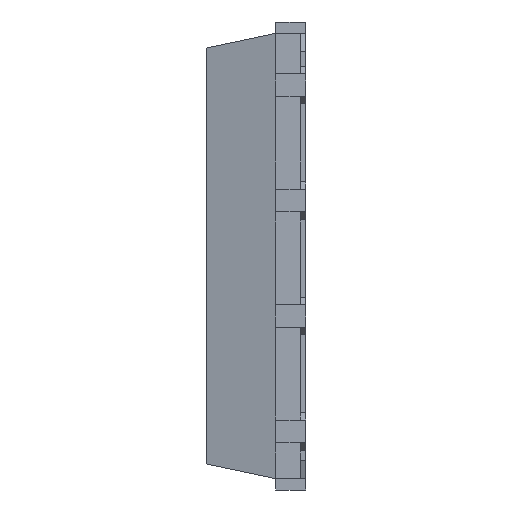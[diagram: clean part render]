
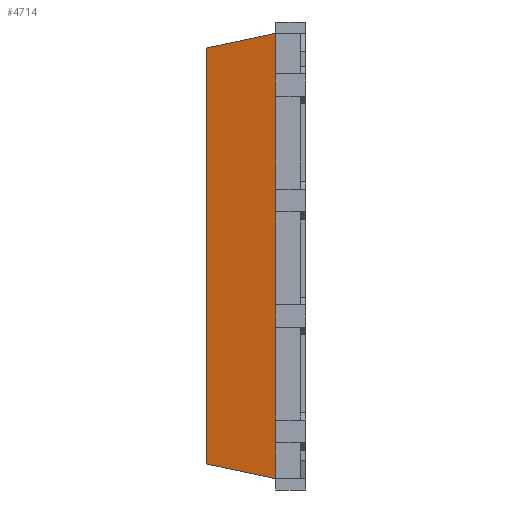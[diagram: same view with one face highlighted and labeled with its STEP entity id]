
A CAD part, left-side view. The second image highlights one B-rep face of the part: STEP entity #4714.
In plain terms, the highlighted planar face has unit normal (-0.978, 0.208, 0).
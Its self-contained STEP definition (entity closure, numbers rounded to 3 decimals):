
#70 = DIRECTION ( 'NONE',  ( 0.204, 0.958, -0.204 ) ) ;
#159 = EDGE_CURVE ( 'NONE', #5872, #3278, #6213, .T. ) ;
#222 = CARTESIAN_POINT ( 'NONE',  ( -2.945, -0.24, 0.485 ) ) ;
#296 = DIRECTION ( 'NONE',  ( 0., 0., 1. ) ) ;
#394 = VERTEX_POINT ( 'NONE', #3326 ) ;
#431 = CARTESIAN_POINT ( 'NONE',  ( -2.945, -0.24, -2.55 ) ) ;
#436 = ORIENTED_EDGE ( 'NONE', *, *, #6716, .T. ) ;
#542 = CARTESIAN_POINT ( 'NONE',  ( -2.945, -0.24, 0.735 ) ) ;
#814 = EDGE_CURVE ( 'NONE', #6458, #3748, #2588, .T. ) ;
#886 = CARTESIAN_POINT ( 'NONE',  ( -2.945, -0.24, -2.55 ) ) ;
#892 = VECTOR ( 'NONE', #3482, 1000. ) ;
#933 = DIRECTION ( 'NONE',  ( -0.204, -0.958, -0.204 ) ) ;
#1010 = VERTEX_POINT ( 'NONE', #4166 ) ;
#1161 = CARTESIAN_POINT ( 'NONE',  ( -2.945, -0.24, -2.55 ) ) ;
#1173 = DIRECTION ( 'NONE',  ( 0.208, 0.978, 0. ) ) ;
#1215 = CARTESIAN_POINT ( 'NONE',  ( -2.945, -0.24, -2.45 ) ) ;
#1229 = ORIENTED_EDGE ( 'NONE', *, *, #2320, .T. ) ;
#1289 = ORIENTED_EDGE ( 'NONE', *, *, #814, .T. ) ;
#1452 = DIRECTION ( 'NONE',  ( 0., 0., 1. ) ) ;
#1558 = VERTEX_POINT ( 'NONE', #3441 ) ;
#1816 = ORIENTED_EDGE ( 'NONE', *, *, #159, .T. ) ;
#1843 = DIRECTION ( 'NONE',  ( 0., 0., 1. ) ) ;
#1847 = DIRECTION ( 'NONE',  ( 0., 0., 1. ) ) ;
#1910 = ORIENTED_EDGE ( 'NONE', *, *, #4772, .T. ) ;
#2185 = ORIENTED_EDGE ( 'NONE', *, *, #7362, .T. ) ;
#2226 = CARTESIAN_POINT ( 'NONE',  ( -2.945, -0.24, -2.55 ) ) ;
#2320 = EDGE_CURVE ( 'NONE', #3748, #394, #5730, .T. ) ;
#2349 = LINE ( 'NONE', #1161, #892 ) ;
#2588 = LINE ( 'NONE', #6013, #6129 ) ;
#2607 = LINE ( 'NONE', #4098, #3743 ) ;
#2732 = LINE ( 'NONE', #3148, #4134 ) ;
#2867 = VECTOR ( 'NONE', #70, 1000. ) ;
#2873 = PLANE ( 'NONE',  #6214 ) ;
#3045 = DIRECTION ( 'NONE',  ( 0., 0., 1. ) ) ;
#3145 = VECTOR ( 'NONE', #4112, 1000. ) ;
#3148 = CARTESIAN_POINT ( 'NONE',  ( -2.945, -0.24, -2.55 ) ) ;
#3165 = CARTESIAN_POINT ( 'NONE',  ( -2.945, -0.24, -2.055 ) ) ;
#3278 = VERTEX_POINT ( 'NONE', #1215 ) ;
#3309 = CARTESIAN_POINT ( 'NONE',  ( -2.949, -0.259, -2.454 ) ) ;
#3326 = CARTESIAN_POINT ( 'NONE',  ( -2.945, -0.24, 1.755 ) ) ;
#3441 = CARTESIAN_POINT ( 'NONE',  ( -2.945, -0.24, -0.785 ) ) ;
#3463 = LINE ( 'NONE', #431, #6664 ) ;
#3482 = DIRECTION ( 'NONE',  ( 0., 0., 1. ) ) ;
#3598 = ORIENTED_EDGE ( 'NONE', *, *, #6346, .T. ) ;
#3678 = CARTESIAN_POINT ( 'NONE',  ( -2.945, -0.24, 2.45 ) ) ;
#3713 = CARTESIAN_POINT ( 'NONE',  ( -2.945, -0.24, -0.535 ) ) ;
#3743 = VECTOR ( 'NONE', #1843, 1000. ) ;
#3748 = VERTEX_POINT ( 'NONE', #542 ) ;
#3818 = ORIENTED_EDGE ( 'NONE', *, *, #4179, .T. ) ;
#3840 = EDGE_CURVE ( 'NONE', #4759, #1558, #7149, .T. ) ;
#3987 = CARTESIAN_POINT ( 'NONE',  ( -2.945, -0.24, -1.805 ) ) ;
#3996 = DIRECTION ( 'NONE',  ( 0., 0., 1. ) ) ;
#4009 = CARTESIAN_POINT ( 'NONE',  ( -2.945, -0.24, -2.55 ) ) ;
#4037 = CARTESIAN_POINT ( 'NONE',  ( -2.738, 0.735, 2.243 ) ) ;
#4091 = EDGE_LOOP ( 'NONE', ( #3818, #1910, #6933, #6022, #2185, #1289, #1229, #3598, #436, #5108, #4154, #1816 ) ) ;
#4098 = CARTESIAN_POINT ( 'NONE',  ( -2.783, 0.52, -2.55 ) ) ;
#4112 = DIRECTION ( 'NONE',  ( 0., 0., 1. ) ) ;
#4134 = VECTOR ( 'NONE', #296, 1000. ) ;
#4154 = ORIENTED_EDGE ( 'NONE', *, *, #4778, .F. ) ;
#4166 = CARTESIAN_POINT ( 'NONE',  ( -2.945, -0.24, 2.005 ) ) ;
#4179 = EDGE_CURVE ( 'NONE', #3278, #7035, #2349, .T. ) ;
#4197 = EDGE_CURVE ( 'NONE', #5171, #5343, #4534, .T. ) ;
#4393 = CARTESIAN_POINT ( 'NONE',  ( -2.783, 0.52, -2.288 ) ) ;
#4534 = LINE ( 'NONE', #4037, #2867 ) ;
#4600 = CARTESIAN_POINT ( 'NONE',  ( -2.945, -0.24, -2.55 ) ) ;
#4607 = VECTOR ( 'NONE', #933, 1000. ) ;
#4714 = ADVANCED_FACE ( 'NONE', ( #7371 ), #2873, .F. ) ;
#4730 = VECTOR ( 'NONE', #3996, 1000. ) ;
#4759 = VERTEX_POINT ( 'NONE', #3987 ) ;
#4772 = EDGE_CURVE ( 'NONE', #7035, #4759, #4794, .T. ) ;
#4778 = EDGE_CURVE ( 'NONE', #5872, #5343, #2607, .T. ) ;
#4794 = LINE ( 'NONE', #6361, #5614 ) ;
#4816 = VECTOR ( 'NONE', #1452, 1000. ) ;
#5102 = VECTOR ( 'NONE', #1847, 1000. ) ;
#5108 = ORIENTED_EDGE ( 'NONE', *, *, #4197, .T. ) ;
#5171 = VERTEX_POINT ( 'NONE', #3678 ) ;
#5273 = CARTESIAN_POINT ( 'NONE',  ( -2.945, -0.24, -2.55 ) ) ;
#5343 = VERTEX_POINT ( 'NONE', #6063 ) ;
#5352 = EDGE_CURVE ( 'NONE', #1558, #6383, #3463, .T. ) ;
#5554 = DIRECTION ( 'NONE',  ( 0., 0., 1. ) ) ;
#5614 = VECTOR ( 'NONE', #3045, 1000. ) ;
#5730 = LINE ( 'NONE', #886, #4816 ) ;
#5872 = VERTEX_POINT ( 'NONE', #4393 ) ;
#6013 = CARTESIAN_POINT ( 'NONE',  ( -2.945, -0.24, -2.55 ) ) ;
#6022 = ORIENTED_EDGE ( 'NONE', *, *, #5352, .T. ) ;
#6063 = CARTESIAN_POINT ( 'NONE',  ( -2.783, 0.52, 2.288 ) ) ;
#6129 = VECTOR ( 'NONE', #5554, 1000. ) ;
#6213 = LINE ( 'NONE', #3309, #4607 ) ;
#6214 = AXIS2_PLACEMENT_3D ( 'NONE', #4009, #6943, #1173 ) ;
#6346 = EDGE_CURVE ( 'NONE', #394, #1010, #2732, .T. ) ;
#6361 = CARTESIAN_POINT ( 'NONE',  ( -2.945, -0.24, -2.55 ) ) ;
#6383 = VERTEX_POINT ( 'NONE', #3713 ) ;
#6458 = VERTEX_POINT ( 'NONE', #222 ) ;
#6664 = VECTOR ( 'NONE', #6750, 1000. ) ;
#6716 = EDGE_CURVE ( 'NONE', #1010, #5171, #7057, .T. ) ;
#6750 = DIRECTION ( 'NONE',  ( 0., 0., 1. ) ) ;
#6933 = ORIENTED_EDGE ( 'NONE', *, *, #3840, .T. ) ;
#6943 = DIRECTION ( 'NONE',  ( 0.978, -0.208, 0. ) ) ;
#7035 = VERTEX_POINT ( 'NONE', #3165 ) ;
#7057 = LINE ( 'NONE', #2226, #4730 ) ;
#7134 = LINE ( 'NONE', #4600, #3145 ) ;
#7149 = LINE ( 'NONE', #5273, #5102 ) ;
#7362 = EDGE_CURVE ( 'NONE', #6383, #6458, #7134, .T. ) ;
#7371 = FACE_OUTER_BOUND ( 'NONE', #4091, .T. ) ;
